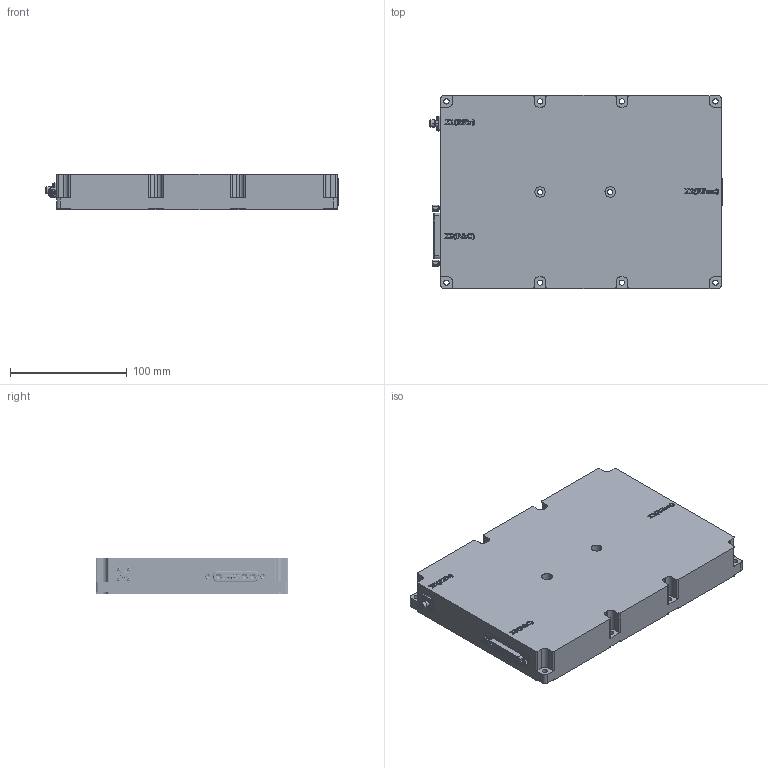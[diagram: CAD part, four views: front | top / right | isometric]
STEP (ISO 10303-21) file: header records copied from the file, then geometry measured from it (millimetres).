
FILE_DESCRIPTION (( 'STEP AP214' ), '1' );
FILE_NAME ('BP-HK-CW1, Defeatured.STEP', '2025-03-31T17:30:17', ( '' ), ( '' ), 'SwSTEP 2.0', 'SolidWorks 2021', '' );
FILE_SCHEMA (( 'AUTOMOTIVE_DESIGN' ));
Length unit declared in the file: inch
Products named in the file (1): BP-HK-CW1, Defeatured
Bounding box: 250.5 x 165 x 30 mm (x, y, z)
Volume: 1171105.2 mm3; surface area: 120269.5 mm2
Topology: 38 solids, 38 shells, 4475 faces, 12151 edges, 7874 vertices
Faces by surface type: plane 2015, cylinder 1535, bspline 644, cone 273, sphere 8
Entity records: 273541 total; most frequent: CARTESIAN_POINT 105687, ORIENTED_EDGE 24122, DIRECTION 21033, EDGE_CURVE 12061, VERTEX_POINT 7874, AXIS2_PLACEMENT_3D 7169, LINE 6695, VECTOR 6695
